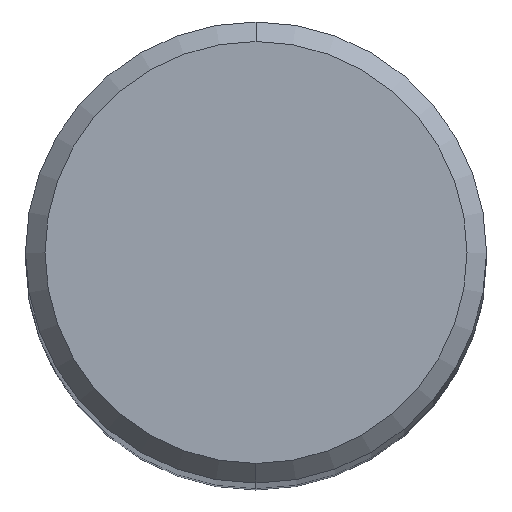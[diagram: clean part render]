
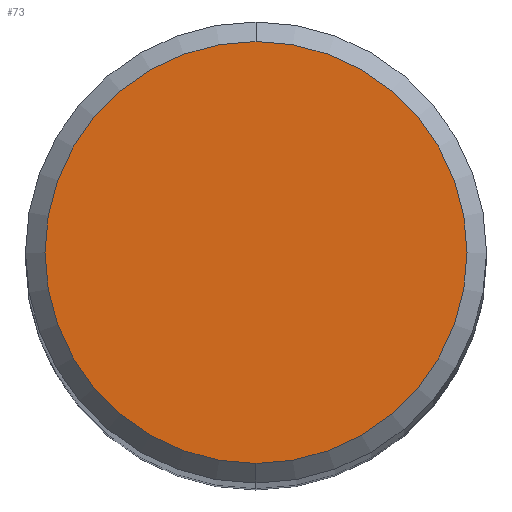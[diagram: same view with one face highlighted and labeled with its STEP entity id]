
A CAD part, top view. The second image highlights one B-rep face of the part: STEP entity #73.
In plain terms, the highlighted planar face has unit normal (0, 0, 1).
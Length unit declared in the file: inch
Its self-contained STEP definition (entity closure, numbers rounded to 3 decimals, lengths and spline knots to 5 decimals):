
#2 = CARTESIAN_POINT ( 'NONE',  ( 0., 0., 0. ) ) ;
#9 = EDGE_LOOP ( 'NONE', ( #292, #170 ) ) ;
#11 = CARTESIAN_POINT ( 'NONE',  ( 0., 0.2162, 0. ) ) ;
#40 = VERTEX_POINT ( 'NONE', #391 ) ;
#54 = DIRECTION ( 'NONE',  ( 0., 0., 1. ) ) ;
#73 = ADVANCED_FACE ( 'NONE', ( #293 ), #207, .F. ) ;
#89 = DIRECTION ( 'NONE',  ( 0., -1., 0. ) ) ;
#91 = DIRECTION ( 'NONE',  ( 0., -1., 0. ) ) ;
#128 = DIRECTION ( 'NONE',  ( 0., 0., 1. ) ) ;
#139 = CIRCLE ( 'NONE', #173, 0.2162 ) ;
#162 = AXIS2_PLACEMENT_3D ( 'NONE', #11, #202, #347 ) ;
#169 = AXIS2_PLACEMENT_3D ( 'NONE', #382, #54, #89 ) ;
#170 = ORIENTED_EDGE ( 'NONE', *, *, #304, .T. ) ;
#173 = AXIS2_PLACEMENT_3D ( 'NONE', #2, #128, #91 ) ;
#202 = DIRECTION ( 'NONE',  ( 0., 0., -1. ) ) ;
#207 = PLANE ( 'NONE',  #162 ) ;
#266 = CIRCLE ( 'NONE', #169, 0.2162 ) ;
#278 = CARTESIAN_POINT ( 'NONE',  ( 0., 0.2162, 0. ) ) ;
#292 = ORIENTED_EDGE ( 'NONE', *, *, #388, .T. ) ;
#293 = FACE_OUTER_BOUND ( 'NONE', #9, .T. ) ;
#304 = EDGE_CURVE ( 'NONE', #40, #307, #266, .T. ) ;
#307 = VERTEX_POINT ( 'NONE', #278 ) ;
#347 = DIRECTION ( 'NONE',  ( 0., 1., 0. ) ) ;
#382 = CARTESIAN_POINT ( 'NONE',  ( 0., 0., 0. ) ) ;
#388 = EDGE_CURVE ( 'NONE', #307, #40, #139, .T. ) ;
#391 = CARTESIAN_POINT ( 'NONE',  ( 0., -0.2162, 0. ) ) ;
